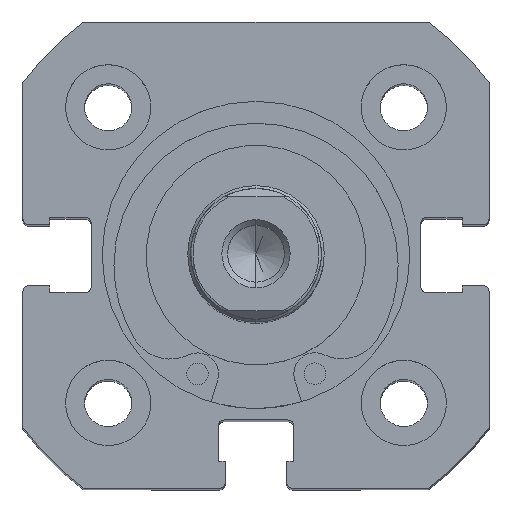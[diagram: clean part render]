
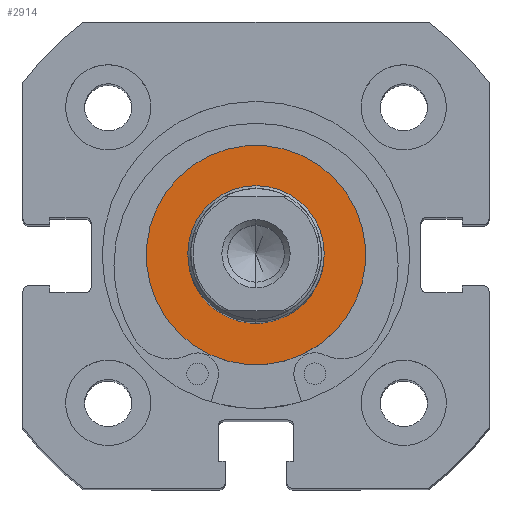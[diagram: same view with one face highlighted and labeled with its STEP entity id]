
A CAD part, top view. The second image highlights one B-rep face of the part: STEP entity #2914.
In plain terms, the highlighted face is planar.
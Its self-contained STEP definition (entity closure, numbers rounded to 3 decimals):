
#177 = DIRECTION ( 'NONE',  ( 0., 0., 1. ) ) ;
#179 = DIRECTION ( 'NONE',  ( -1., 0., 0. ) ) ;
#180 = CARTESIAN_POINT ( 'NONE',  ( 0., 0., 0. ) ) ;
#325 = DIRECTION ( 'NONE',  ( 0., 0., 1. ) ) ;
#326 = DIRECTION ( 'NONE',  ( -1., 0., 0. ) ) ;
#336 = CARTESIAN_POINT ( 'NONE',  ( 0., 0., 0. ) ) ;
#362 = DIRECTION ( 'NONE',  ( 0., 0., 1. ) ) ;
#364 = DIRECTION ( 'NONE',  ( -1., 0., 0. ) ) ;
#366 = CARTESIAN_POINT ( 'NONE',  ( 0., 0., 0. ) ) ;
#373 = DIRECTION ( 'NONE',  ( 0., 0., -1. ) ) ;
#374 = DIRECTION ( 'NONE',  ( 1., 0., 0. ) ) ;
#376 = CARTESIAN_POINT ( 'NONE',  ( 0., 9.65, 0. ) ) ;
#388 = PLANE ( 'NONE',  #4021 ) ;
#1977 = EDGE_CURVE ( 'NONE', #6118, #6134, #4170, .T. ) ;
#2914 = ADVANCED_FACE ( 'NONE', ( #4851, #4856 ), #388, .F. ) ;
#3001 = ORIENTED_EDGE ( 'NONE', *, *, #3483, .F. ) ;
#3002 = ORIENTED_EDGE ( 'NONE', *, *, #3452, .F. ) ;
#3003 = ORIENTED_EDGE ( 'NONE', *, *, #3440, .T. ) ;
#3006 = ORIENTED_EDGE ( 'NONE', *, *, #1977, .T. ) ;
#3126 = EDGE_LOOP ( 'NONE', ( #3001, #3002 ) ) ;
#3173 = EDGE_LOOP ( 'NONE', ( #3003, #3006 ) ) ;
#3440 = EDGE_CURVE ( 'NONE', #6134, #6118, #4860, .T. ) ;
#3452 = EDGE_CURVE ( 'NONE', #6119, #6117, #4879, .T. ) ;
#3483 = EDGE_CURVE ( 'NONE', #6117, #6119, #4925, .T. ) ;
#3704 = AXIS2_PLACEMENT_3D ( 'NONE', #180, #179, #177 ) ;
#3989 = AXIS2_PLACEMENT_3D ( 'NONE', #366, #364, #362 ) ;
#4021 = AXIS2_PLACEMENT_3D ( 'NONE', #376, #374, #373 ) ;
#4027 = AXIS2_PLACEMENT_3D ( 'NONE', #336, #326, #325 ) ;
#4040 = AXIS2_PLACEMENT_3D ( 'NONE', #5215, #5216, #5217 ) ;
#4170 = CIRCLE ( 'NONE', #3704, 9.65 ) ;
#4851 = FACE_BOUND ( 'NONE', #3126, .T. ) ;
#4856 = FACE_OUTER_BOUND ( 'NONE', #3173, .T. ) ;
#4860 = CIRCLE ( 'NONE', #3989, 9.65 ) ;
#4879 = CIRCLE ( 'NONE', #4027, 6. ) ;
#4925 = CIRCLE ( 'NONE', #4040, 6. ) ;
#5215 = CARTESIAN_POINT ( 'NONE',  ( 0., 0., 0. ) ) ;
#5216 = DIRECTION ( 'NONE',  ( -1., 0., 0. ) ) ;
#5217 = DIRECTION ( 'NONE',  ( 0., 0., 1. ) ) ;
#5783 = CARTESIAN_POINT ( 'NONE',  ( 0., 0., 6. ) ) ;
#5784 = CARTESIAN_POINT ( 'NONE',  ( 0., 0., -9.65 ) ) ;
#5785 = CARTESIAN_POINT ( 'NONE',  ( 0., 0., -6. ) ) ;
#5798 = CARTESIAN_POINT ( 'NONE',  ( 0., 0., 9.65 ) ) ;
#6117 = VERTEX_POINT ( 'NONE', #5783 ) ;
#6118 = VERTEX_POINT ( 'NONE', #5784 ) ;
#6119 = VERTEX_POINT ( 'NONE', #5785 ) ;
#6134 = VERTEX_POINT ( 'NONE', #5798 ) ;
